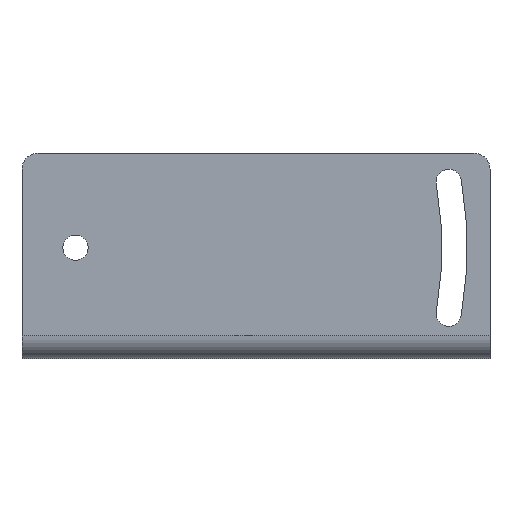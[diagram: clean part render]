
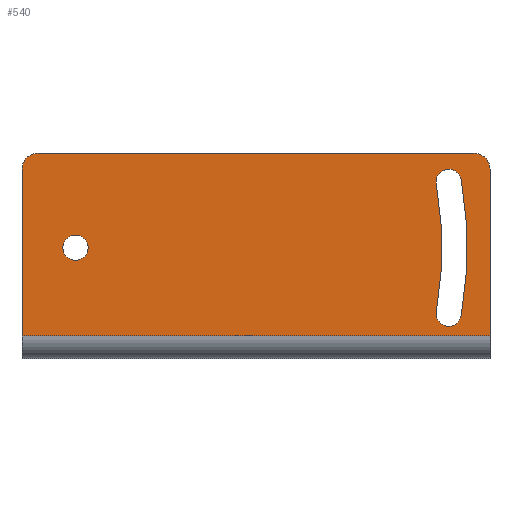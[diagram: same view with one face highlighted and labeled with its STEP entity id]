
A CAD part, top view. The second image highlights one B-rep face of the part: STEP entity #540.
In plain terms, the highlighted planar face has unit normal (0, 0, 1).
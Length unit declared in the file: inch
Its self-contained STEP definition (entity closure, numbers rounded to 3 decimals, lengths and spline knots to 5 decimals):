
#1=DIRECTION('',(-1.,0.,0.));
#2=VECTOR('',#1,3.26);
#3=CARTESIAN_POINT('',(-0.12,0.,0.));
#4=LINE('',#3,#2);
#5=DIRECTION('',(0.,1.,0.));
#6=VECTOR('',#5,1.245);
#7=CARTESIAN_POINT('',(0.,-1.365,0.));
#8=LINE('',#7,#6);
#9=DIRECTION('',(0.,-1.,0.));
#10=VECTOR('',#9,1.245);
#11=CARTESIAN_POINT('',(-3.5,-0.12,0.));
#12=LINE('',#11,#10);
#13=CARTESIAN_POINT('',(-3.1,-0.707,0.));
#14=DIRECTION('',(0.,0.,1.));
#15=DIRECTION('',(1.,0.,0.));
#16=AXIS2_PLACEMENT_3D('',#13,#14,#15);
#18=CARTESIAN_POINT('',(-3.1,-0.707,0.));
#19=DIRECTION('',(0.,0.,1.));
#20=DIRECTION('',(-1.,0.,0.));
#21=AXIS2_PLACEMENT_3D('',#18,#19,#20);
#23=CARTESIAN_POINT('',(-0.30807,-1.19929,0.));
#24=DIRECTION('',(0.,0.,1.));
#25=DIRECTION('',(-0.985,0.174,0.));
#26=AXIS2_PLACEMENT_3D('',#23,#24,#25);
#28=CARTESIAN_POINT('',(-3.1,-0.707,0.));
#29=DIRECTION('',(0.,0.,1.));
#30=DIRECTION('',(0.985,-0.174,0.));
#31=AXIS2_PLACEMENT_3D('',#28,#29,#30);
#33=CARTESIAN_POINT('',(-0.30807,-0.21471,0.));
#34=DIRECTION('',(0.,0.,1.));
#35=DIRECTION('',(0.985,0.174,0.));
#36=AXIS2_PLACEMENT_3D('',#33,#34,#35);
#38=CARTESIAN_POINT('',(-3.1,-0.707,0.));
#39=DIRECTION('',(0.,0.,1.));
#40=DIRECTION('',(0.985,-0.174,0.));
#41=AXIS2_PLACEMENT_3D('',#38,#39,#40);
#56=CARTESIAN_POINT('',(-3.38,-0.12,0.));
#57=DIRECTION('',(0.,0.,1.));
#58=DIRECTION('',(0.,1.,0.));
#59=AXIS2_PLACEMENT_3D('',#56,#57,#58);
#78=DIRECTION('',(1.,0.,0.));
#79=VECTOR('',#78,3.5);
#80=CARTESIAN_POINT('',(-3.5,-1.365,0.));
#81=LINE('',#80,#79);
#186=CARTESIAN_POINT('',(-0.12,-0.12,0.));
#187=DIRECTION('',(0.,0.,1.));
#188=DIRECTION('',(1.,0.,0.));
#189=AXIS2_PLACEMENT_3D('',#186,#187,#188);
#397=CARTESIAN_POINT('',(-3.5,-1.365,0.));
#398=VERTEX_POINT('',#397);
#399=CARTESIAN_POINT('',(0.,-1.365,0.));
#400=VERTEX_POINT('',#399);
#426=CARTESIAN_POINT('',(-3.5,-0.12,0.));
#428=VERTEX_POINT('',#426);
#431=CARTESIAN_POINT('',(-3.38,0.,0.));
#432=VERTEX_POINT('',#431);
#434=CARTESIAN_POINT('',(-0.12,0.,0.));
#436=VERTEX_POINT('',#434);
#439=CARTESIAN_POINT('',(0.,-0.12,0.));
#440=VERTEX_POINT('',#439);
#441=CARTESIAN_POINT('',(-3.0055,-0.707,0.));
#442=CARTESIAN_POINT('',(-3.1945,-0.707,0.));
#443=VERTEX_POINT('',#441);
#444=VERTEX_POINT('',#442);
#445=CARTESIAN_POINT('',(-0.40113,-1.18288,0.));
#446=CARTESIAN_POINT('',(-0.21501,-1.2157,0.));
#447=VERTEX_POINT('',#445);
#448=VERTEX_POINT('',#446);
#449=CARTESIAN_POINT('',(-0.21501,-0.1983,0.));
#450=VERTEX_POINT('',#449);
#451=CARTESIAN_POINT('',(-0.40113,-0.23112,0.));
#452=VERTEX_POINT('',#451);
#505=CARTESIAN_POINT('',(0.,0.,0.));
#506=DIRECTION('',(0.,0.,1.));
#507=DIRECTION('',(1.,0.,0.));
#508=AXIS2_PLACEMENT_3D('',#505,#506,#507);
#509=PLANE('',#508);
#511=ORIENTED_EDGE('',*,*,#510,.F.);
#513=ORIENTED_EDGE('',*,*,#512,.F.);
#515=ORIENTED_EDGE('',*,*,#514,.F.);
#517=ORIENTED_EDGE('',*,*,#516,.F.);
#519=ORIENTED_EDGE('',*,*,#518,.F.);
#521=ORIENTED_EDGE('',*,*,#520,.F.);
#522=EDGE_LOOP('',(#511,#513,#515,#517,#519,#521));
#523=FACE_OUTER_BOUND('',#522,.F.);
#525=ORIENTED_EDGE('',*,*,#524,.T.);
#527=ORIENTED_EDGE('',*,*,#526,.T.);
#528=EDGE_LOOP('',(#525,#527));
#529=FACE_BOUND('',#528,.F.);
#531=ORIENTED_EDGE('',*,*,#530,.T.);
#533=ORIENTED_EDGE('',*,*,#532,.T.);
#535=ORIENTED_EDGE('',*,*,#534,.T.);
#537=ORIENTED_EDGE('',*,*,#536,.F.);
#538=EDGE_LOOP('',(#531,#533,#535,#537));
#539=FACE_BOUND('',#538,.F.);
#540=ADVANCED_FACE('',(#523,#529,#539),#509,.T.);
#17=CIRCLE('',#16,0.0945);
#22=CIRCLE('',#21,0.0945);
#27=CIRCLE('',#26,0.0945);
#32=CIRCLE('',#31,2.9295);
#37=CIRCLE('',#36,0.0945);
#42=CIRCLE('',#41,2.7405);
#60=CIRCLE('',#59,0.12);
#190=CIRCLE('',#189,0.12);
#510=EDGE_CURVE('',#432,#428,#60,.T.);
#512=EDGE_CURVE('',#436,#432,#4,.T.);
#514=EDGE_CURVE('',#440,#436,#190,.T.);
#516=EDGE_CURVE('',#400,#440,#8,.T.);
#518=EDGE_CURVE('',#398,#400,#81,.T.);
#520=EDGE_CURVE('',#428,#398,#12,.T.);
#524=EDGE_CURVE('',#443,#444,#17,.T.);
#526=EDGE_CURVE('',#444,#443,#22,.T.);
#530=EDGE_CURVE('',#447,#448,#27,.T.);
#532=EDGE_CURVE('',#448,#450,#32,.T.);
#534=EDGE_CURVE('',#450,#452,#37,.T.);
#536=EDGE_CURVE('',#447,#452,#42,.T.);
